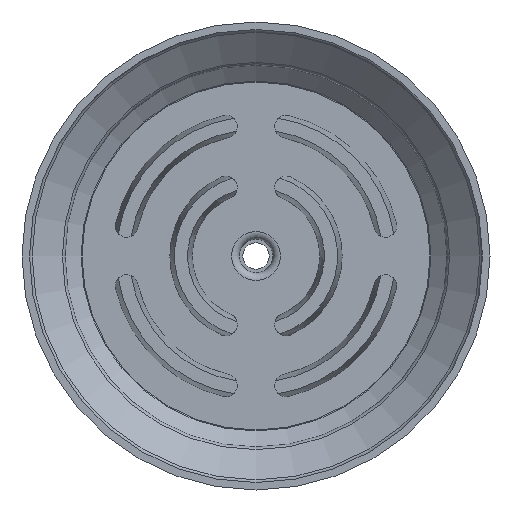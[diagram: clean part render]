
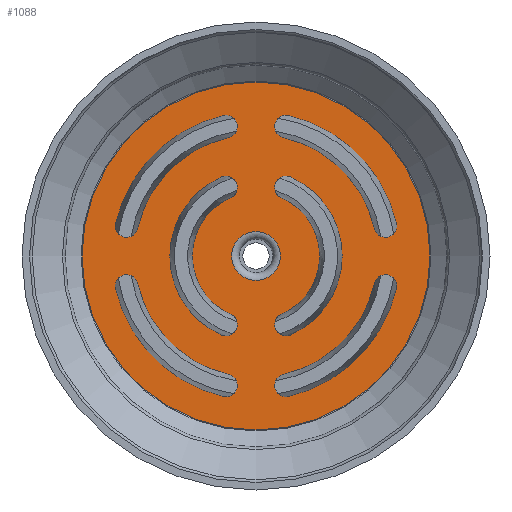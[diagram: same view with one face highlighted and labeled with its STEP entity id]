
A CAD part, front view. The second image highlights one B-rep face of the part: STEP entity #1088.
In plain terms, the highlighted planar face has unit normal (0, -1, 0).
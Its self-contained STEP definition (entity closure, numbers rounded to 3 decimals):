
#86=PLANE('',#1242);
#255=ORIENTED_EDGE('',*,*,#502,.F.);
#256=ORIENTED_EDGE('',*,*,#508,.T.);
#257=ORIENTED_EDGE('',*,*,#466,.T.);
#258=ORIENTED_EDGE('',*,*,#509,.T.);
#259=ORIENTED_EDGE('',*,*,#510,.F.);
#260=ORIENTED_EDGE('',*,*,#497,.F.);
#261=ORIENTED_EDGE('',*,*,#511,.T.);
#262=ORIENTED_EDGE('',*,*,#449,.T.);
#263=ORIENTED_EDGE('',*,*,#512,.T.);
#264=ORIENTED_EDGE('',*,*,#513,.T.);
#265=ORIENTED_EDGE('',*,*,#422,.F.);
#266=ORIENTED_EDGE('',*,*,#514,.T.);
#267=ORIENTED_EDGE('',*,*,#500,.T.);
#268=ORIENTED_EDGE('',*,*,#515,.T.);
#269=ORIENTED_EDGE('',*,*,#428,.F.);
#270=ORIENTED_EDGE('',*,*,#516,.T.);
#271=ORIENTED_EDGE('',*,*,#446,.T.);
#272=ORIENTED_EDGE('',*,*,#517,.T.);
#273=ORIENTED_EDGE('',*,*,#426,.F.);
#274=ORIENTED_EDGE('',*,*,#518,.T.);
#275=ORIENTED_EDGE('',*,*,#452,.T.);
#276=ORIENTED_EDGE('',*,*,#519,.T.);
#277=ORIENTED_EDGE('',*,*,#454,.F.);
#278=ORIENTED_EDGE('',*,*,#520,.T.);
#279=ORIENTED_EDGE('',*,*,#506,.T.);
#280=ORIENTED_EDGE('',*,*,#495,.T.);
#422=EDGE_CURVE('',#564,#565,#669,.T.);
#426=EDGE_CURVE('',#568,#569,#671,.T.);
#428=EDGE_CURVE('',#570,#571,#672,.T.);
#446=EDGE_CURVE('',#585,#584,#687,.T.);
#449=EDGE_CURVE('',#587,#586,#688,.T.);
#452=EDGE_CURVE('',#589,#588,#689,.T.);
#454=EDGE_CURVE('',#590,#591,#690,.T.);
#466=EDGE_CURVE('',#601,#600,#699,.T.);
#495=EDGE_CURVE('',#629,#629,#721,.T.);
#497=EDGE_CURVE('',#630,#631,#722,.T.);
#500=EDGE_CURVE('',#633,#632,#723,.T.);
#502=EDGE_CURVE('',#634,#635,#724,.T.);
#506=EDGE_CURVE('',#637,#636,#725,.T.);
#508=EDGE_CURVE('',#634,#601,#726,.T.);
#509=EDGE_CURVE('',#600,#635,#727,.T.);
#510=EDGE_CURVE('',#638,#638,#728,.T.);
#511=EDGE_CURVE('',#630,#587,#729,.T.);
#512=EDGE_CURVE('',#586,#631,#730,.T.);
#513=EDGE_CURVE('',#632,#565,#731,.T.);
#514=EDGE_CURVE('',#564,#633,#732,.T.);
#515=EDGE_CURVE('',#584,#571,#733,.T.);
#516=EDGE_CURVE('',#570,#585,#734,.T.);
#517=EDGE_CURVE('',#588,#569,#735,.T.);
#518=EDGE_CURVE('',#568,#589,#736,.T.);
#519=EDGE_CURVE('',#636,#591,#737,.T.);
#520=EDGE_CURVE('',#590,#637,#738,.T.);
#564=VERTEX_POINT('',#1705);
#565=VERTEX_POINT('',#1707);
#568=VERTEX_POINT('',#1732);
#569=VERTEX_POINT('',#1734);
#570=VERTEX_POINT('',#1747);
#571=VERTEX_POINT('',#1748);
#584=VERTEX_POINT('',#1810);
#585=VERTEX_POINT('',#1812);
#586=VERTEX_POINT('',#1834);
#587=VERTEX_POINT('',#1836);
#588=VERTEX_POINT('',#1858);
#589=VERTEX_POINT('',#1860);
#590=VERTEX_POINT('',#1873);
#591=VERTEX_POINT('',#1874);
#600=VERTEX_POINT('',#1924);
#601=VERTEX_POINT('',#1926);
#629=VERTEX_POINT('',#2013);
#630=VERTEX_POINT('',#2025);
#631=VERTEX_POINT('',#2027);
#632=VERTEX_POINT('',#2049);
#633=VERTEX_POINT('',#2051);
#634=VERTEX_POINT('',#2064);
#635=VERTEX_POINT('',#2065);
#636=VERTEX_POINT('',#2097);
#637=VERTEX_POINT('',#2099);
#638=VERTEX_POINT('',#2114);
#669=CIRCLE('',#1147,38.5);
#671=CIRCLE('',#1150,38.5);
#672=CIRCLE('',#1152,38.5);
#687=CIRCLE('',#1172,32.5);
#688=CIRCLE('',#1174,32.5);
#689=CIRCLE('',#1176,32.5);
#690=CIRCLE('',#1178,23.);
#699=CIRCLE('',#1190,17.);
#721=CIRCLE('',#1233,46.47);
#722=CIRCLE('',#1235,38.5);
#723=CIRCLE('',#1237,32.5);
#724=CIRCLE('',#1239,23.);
#725=CIRCLE('',#1241,17.);
#726=CIRCLE('',#1243,3.);
#727=CIRCLE('',#1244,3.);
#728=CIRCLE('',#1245,6.5);
#729=CIRCLE('',#1246,3.);
#730=CIRCLE('',#1247,3.);
#731=CIRCLE('',#1248,3.);
#732=CIRCLE('',#1249,3.);
#733=CIRCLE('',#1250,3.);
#734=CIRCLE('',#1251,3.);
#735=CIRCLE('',#1252,3.);
#736=CIRCLE('',#1253,3.);
#737=CIRCLE('',#1254,3.);
#738=CIRCLE('',#1255,3.);
#822=EDGE_LOOP('',(#255,#256,#257,#258));
#823=EDGE_LOOP('',(#259));
#824=EDGE_LOOP('',(#260,#261,#262,#263));
#825=EDGE_LOOP('',(#264,#265,#266,#267));
#826=EDGE_LOOP('',(#268,#269,#270,#271));
#827=EDGE_LOOP('',(#272,#273,#274,#275));
#828=EDGE_LOOP('',(#276,#277,#278,#279));
#829=EDGE_LOOP('',(#280));
#952=FACE_BOUND('',#822,.T.);
#953=FACE_BOUND('',#823,.T.);
#954=FACE_BOUND('',#824,.T.);
#955=FACE_BOUND('',#825,.T.);
#956=FACE_BOUND('',#826,.T.);
#957=FACE_BOUND('',#827,.T.);
#958=FACE_BOUND('',#828,.T.);
#959=FACE_BOUND('',#829,.T.);
#1088=ADVANCED_FACE('',(#952,#953,#954,#955,#956,#957,#958,#959),#86,.F.);
#1147=AXIS2_PLACEMENT_3D('',#1706,#1328,#1329);
#1150=AXIS2_PLACEMENT_3D('',#1733,#1334,#1335);
#1152=AXIS2_PLACEMENT_3D('',#1746,#1338,#1339);
#1172=AXIS2_PLACEMENT_3D('',#1811,#1378,#1379);
#1174=AXIS2_PLACEMENT_3D('',#1835,#1382,#1383);
#1176=AXIS2_PLACEMENT_3D('',#1859,#1386,#1387);
#1178=AXIS2_PLACEMENT_3D('',#1872,#1390,#1391);
#1190=AXIS2_PLACEMENT_3D('',#1925,#1414,#1415);
#1233=AXIS2_PLACEMENT_3D('',#2012,#1506,#1507);
#1235=AXIS2_PLACEMENT_3D('',#2026,#1510,#1511);
#1237=AXIS2_PLACEMENT_3D('',#2050,#1514,#1515);
#1239=AXIS2_PLACEMENT_3D('',#2063,#1518,#1519);
#1241=AXIS2_PLACEMENT_3D('',#2098,#1522,#1523);
#1242=AXIS2_PLACEMENT_3D('',#2110,#1524,#1525);
#1243=AXIS2_PLACEMENT_3D('',#2111,#1526,#1527);
#1244=AXIS2_PLACEMENT_3D('',#2112,#1528,#1529);
#1245=AXIS2_PLACEMENT_3D('',#2113,#1530,#1531);
#1246=AXIS2_PLACEMENT_3D('',#2115,#1532,#1533);
#1247=AXIS2_PLACEMENT_3D('',#2116,#1534,#1535);
#1248=AXIS2_PLACEMENT_3D('',#2117,#1536,#1537);
#1249=AXIS2_PLACEMENT_3D('',#2118,#1538,#1539);
#1250=AXIS2_PLACEMENT_3D('',#2119,#1540,#1541);
#1251=AXIS2_PLACEMENT_3D('',#2120,#1542,#1543);
#1252=AXIS2_PLACEMENT_3D('',#2121,#1544,#1545);
#1253=AXIS2_PLACEMENT_3D('',#2122,#1546,#1547);
#1254=AXIS2_PLACEMENT_3D('',#2123,#1548,#1549);
#1255=AXIS2_PLACEMENT_3D('',#2124,#1550,#1551);
#1328=DIRECTION('',(0.,-1.,0.));
#1329=DIRECTION('',(0.,0.,-1.));
#1334=DIRECTION('',(0.,-1.,0.));
#1335=DIRECTION('',(0.,0.,-1.));
#1338=DIRECTION('',(0.,-1.,0.));
#1339=DIRECTION('',(0.,0.,-1.));
#1378=DIRECTION('',(0.,-1.,0.));
#1379=DIRECTION('',(0.,0.,-1.));
#1382=DIRECTION('',(0.,-1.,0.));
#1383=DIRECTION('',(0.,0.,-1.));
#1386=DIRECTION('',(0.,-1.,0.));
#1387=DIRECTION('',(0.,0.,-1.));
#1390=DIRECTION('',(0.,-1.,0.));
#1391=DIRECTION('',(0.,0.,-1.));
#1414=DIRECTION('',(0.,-1.,0.));
#1415=DIRECTION('',(0.,0.,-1.));
#1506=DIRECTION('',(0.,-1.,0.));
#1507=DIRECTION('',(0.,0.,-1.));
#1510=DIRECTION('',(0.,-1.,0.));
#1511=DIRECTION('',(0.,0.,-1.));
#1514=DIRECTION('',(0.,-1.,0.));
#1515=DIRECTION('',(0.,0.,-1.));
#1518=DIRECTION('',(0.,-1.,0.));
#1519=DIRECTION('',(0.,0.,-1.));
#1522=DIRECTION('',(0.,-1.,0.));
#1523=DIRECTION('',(0.,0.,-1.));
#1524=DIRECTION('',(0.,1.,0.));
#1525=DIRECTION('',(0.,0.,1.));
#1526=DIRECTION('',(0.,1.,0.));
#1527=DIRECTION('',(1.,0.,0.));
#1528=DIRECTION('',(0.,1.,0.));
#1529=DIRECTION('',(1.,0.,0.));
#1530=DIRECTION('',(0.,-1.,0.));
#1531=DIRECTION('',(0.,0.,-1.));
#1532=DIRECTION('',(0.,1.,0.));
#1533=DIRECTION('',(1.,0.,0.));
#1534=DIRECTION('',(0.,1.,0.));
#1535=DIRECTION('',(1.,0.,0.));
#1536=DIRECTION('',(0.,1.,0.));
#1537=DIRECTION('',(1.,0.,0.));
#1538=DIRECTION('',(0.,1.,0.));
#1539=DIRECTION('',(1.,0.,0.));
#1540=DIRECTION('',(0.,1.,0.));
#1541=DIRECTION('',(1.,0.,0.));
#1542=DIRECTION('',(0.,1.,0.));
#1543=DIRECTION('',(1.,0.,0.));
#1544=DIRECTION('',(0.,1.,0.));
#1545=DIRECTION('',(1.,0.,0.));
#1546=DIRECTION('',(0.,1.,0.));
#1547=DIRECTION('',(1.,0.,0.));
#1548=DIRECTION('',(0.,1.,0.));
#1549=DIRECTION('',(1.,0.,0.));
#1550=DIRECTION('',(0.,1.,0.));
#1551=DIRECTION('',(1.,0.,0.));
#1705=CARTESIAN_POINT('',(8.676,32.,-37.51));
#1706=CARTESIAN_POINT('',(0.,32.,0.));
#1707=CARTESIAN_POINT('',(37.51,32.,-8.676));
#1732=CARTESIAN_POINT('',(-8.676,32.,37.51));
#1733=CARTESIAN_POINT('',(0.,32.,0.));
#1734=CARTESIAN_POINT('',(-37.51,32.,8.676));
#1746=CARTESIAN_POINT('',(0.,32.,0.));
#1747=CARTESIAN_POINT('',(-37.51,32.,-8.676));
#1748=CARTESIAN_POINT('',(-8.676,32.,-37.51));
#1810=CARTESIAN_POINT('',(-7.324,32.,-31.664));
#1811=CARTESIAN_POINT('',(0.,32.,0.));
#1812=CARTESIAN_POINT('',(-31.664,32.,-7.324));
#1834=CARTESIAN_POINT('',(7.324,32.,31.664));
#1835=CARTESIAN_POINT('',(0.,32.,0.));
#1836=CARTESIAN_POINT('',(31.664,32.,7.324));
#1858=CARTESIAN_POINT('',(-31.664,32.,7.324));
#1859=CARTESIAN_POINT('',(0.,32.,0.));
#1860=CARTESIAN_POINT('',(-7.324,32.,31.664));
#1872=CARTESIAN_POINT('',(0.,32.,0.));
#1873=CARTESIAN_POINT('',(-9.2,32.,21.08));
#1874=CARTESIAN_POINT('',(-9.2,32.,-21.08));
#1924=CARTESIAN_POINT('',(6.8,32.,15.581));
#1925=CARTESIAN_POINT('',(0.,32.,0.));
#1926=CARTESIAN_POINT('',(6.8,32.,-15.581));
#2012=CARTESIAN_POINT('',(0.,32.,0.));
#2013=CARTESIAN_POINT('',(0.,32.,-46.47));
#2025=CARTESIAN_POINT('',(37.51,32.,8.676));
#2026=CARTESIAN_POINT('',(0.,32.,0.));
#2027=CARTESIAN_POINT('',(8.676,32.,37.51));
#2049=CARTESIAN_POINT('',(31.664,32.,-7.324));
#2050=CARTESIAN_POINT('',(0.,32.,0.));
#2051=CARTESIAN_POINT('',(7.324,32.,-31.664));
#2063=CARTESIAN_POINT('',(0.,32.,0.));
#2064=CARTESIAN_POINT('',(9.2,32.,-21.08));
#2065=CARTESIAN_POINT('',(9.2,32.,21.08));
#2097=CARTESIAN_POINT('',(-6.8,32.,-15.581));
#2098=CARTESIAN_POINT('',(0.,32.,0.));
#2099=CARTESIAN_POINT('',(-6.8,32.,15.581));
#2110=CARTESIAN_POINT('',(17.,32.,0.));
#2111=CARTESIAN_POINT('',(8.,32.,-18.33));
#2112=CARTESIAN_POINT('',(8.,32.,18.33));
#2113=CARTESIAN_POINT('',(0.,32.,0.));
#2114=CARTESIAN_POINT('',(0.,32.,-6.5));
#2115=CARTESIAN_POINT('',(34.587,32.,8.));
#2116=CARTESIAN_POINT('',(8.,32.,34.587));
#2117=CARTESIAN_POINT('',(34.587,32.,-8.));
#2118=CARTESIAN_POINT('',(8.,32.,-34.587));
#2119=CARTESIAN_POINT('',(-8.,32.,-34.587));
#2120=CARTESIAN_POINT('',(-34.587,32.,-8.));
#2121=CARTESIAN_POINT('',(-34.587,32.,8.));
#2122=CARTESIAN_POINT('',(-8.,32.,34.587));
#2123=CARTESIAN_POINT('',(-8.,32.,-18.33));
#2124=CARTESIAN_POINT('',(-8.,32.,18.33));
